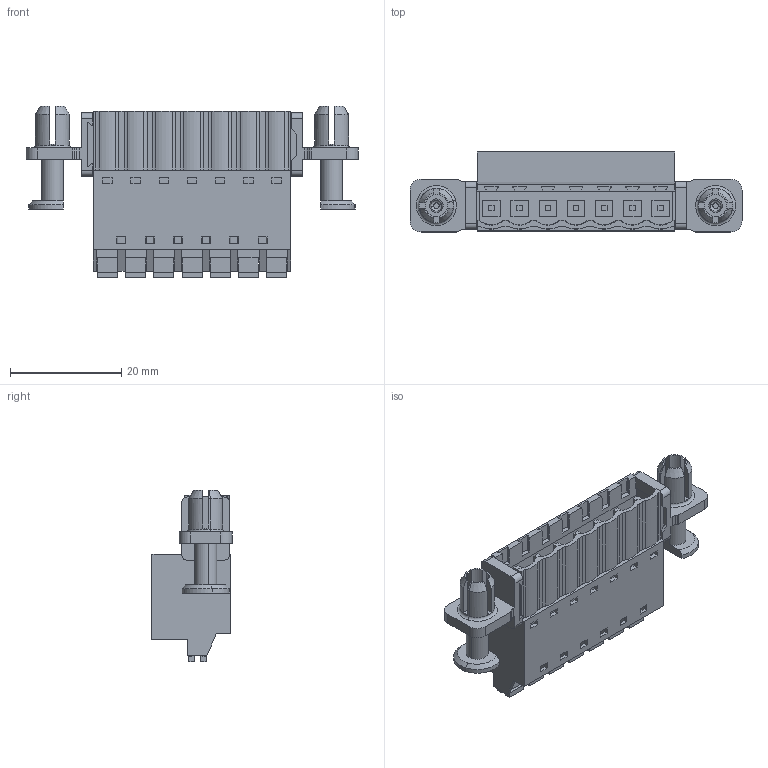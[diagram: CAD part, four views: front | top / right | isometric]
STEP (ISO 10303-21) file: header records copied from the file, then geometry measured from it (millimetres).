
FILE_DESCRIPTION(('CATIA V5 STEP Exchange','CAx-IF Rec.Pracs.--- Model Styling and Organization---1.4--- 2014-01-23'),'2;1');
FILE_NAME ('012342-1_0_1353640000_1353640000.stp','2022-05-18T13:52:14+00:00',('none'),('Weidmueller'),'CATIA Version 5-6 Release 2016 SP3 HF44','CATIA V5 STEP AP214','none');
FILE_SCHEMA(('AUTOMOTIVE_DESIGN { 1 0 10303 214 1 1 1 1 }'));
Length unit declared in the file: millimetre
Products named in the file (1): 1353640000
Bounding box: 59.76 x 14.41 x 30.85 mm (x, y, z)
Volume: 8988.5 mm3; surface area: 9225.8 mm2
Topology: 17 solids, 17 shells, 875 faces, 2330 edges, 1528 vertices
Faces by surface type: plane 732, cylinder 101, cone 20, extrusion 14, torus 8
Entity records: 26074 total; most frequent: CARTESIAN_POINT 5395, ORIENTED_EDGE 4660, DIRECTION 3338, EDGE_CURVE 2330, VECTOR 2027, LINE 2013, VERTEX_POINT 1528, EDGE_LOOP 952
